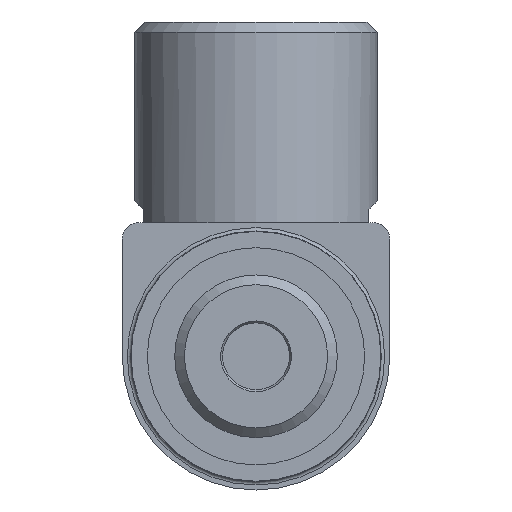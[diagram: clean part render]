
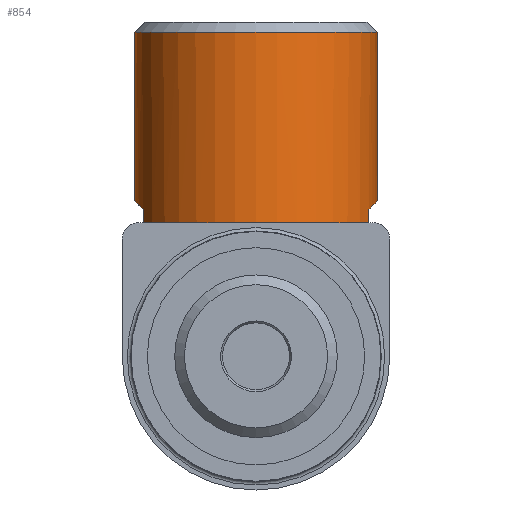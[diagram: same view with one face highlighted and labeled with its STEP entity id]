
A CAD part, front view. The second image highlights one B-rep face of the part: STEP entity #854.
In plain terms, the highlighted cylindrical face has radius 7.25 mm (diameter 14.5 mm), a full revolution.
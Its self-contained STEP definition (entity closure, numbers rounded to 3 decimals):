
#67=ELLIPSE('',#933,10.253,7.25);
#68=ELLIPSE('',#935,10.253,7.25);
#69=LINE('',#1356,#115);
#70=LINE('',#1360,#116);
#71=LINE('',#1364,#117);
#72=LINE('',#1368,#118);
#115=VECTOR('',#1059,1000.);
#116=VECTOR('',#1062,1000.);
#117=VECTOR('',#1065,1000.);
#118=VECTOR('',#1068,1000.);
#175=ORIENTED_EDGE('',*,*,#403,.F.);
#176=ORIENTED_EDGE('',*,*,#404,.F.);
#177=ORIENTED_EDGE('',*,*,#405,.F.);
#178=ORIENTED_EDGE('',*,*,#406,.F.);
#179=ORIENTED_EDGE('',*,*,#407,.F.);
#180=ORIENTED_EDGE('',*,*,#408,.F.);
#181=ORIENTED_EDGE('',*,*,#409,.F.);
#182=ORIENTED_EDGE('',*,*,#410,.F.);
#183=ORIENTED_EDGE('',*,*,#411,.T.);
#403=EDGE_CURVE('',#516,#517,#599,.F.);
#404=EDGE_CURVE('',#518,#516,#69,.T.);
#405=EDGE_CURVE('',#519,#518,#67,.T.);
#406=EDGE_CURVE('',#520,#519,#70,.F.);
#407=EDGE_CURVE('',#521,#520,#600,.F.);
#408=EDGE_CURVE('',#522,#521,#71,.T.);
#409=EDGE_CURVE('',#523,#522,#68,.T.);
#410=EDGE_CURVE('',#517,#523,#72,.F.);
#411=EDGE_CURVE('',#524,#524,#601,.T.);
#516=VERTEX_POINT('',#1354);
#517=VERTEX_POINT('',#1355);
#518=VERTEX_POINT('',#1357);
#519=VERTEX_POINT('',#1359);
#520=VERTEX_POINT('',#1361);
#521=VERTEX_POINT('',#1363);
#522=VERTEX_POINT('',#1365);
#523=VERTEX_POINT('',#1367);
#524=VERTEX_POINT('',#1370);
#599=CIRCLE('',#932,7.25);
#600=CIRCLE('',#934,7.25);
#601=CIRCLE('',#936,7.25);
#654=EDGE_LOOP('',(#175,#176,#177,#178,#179,#180,#181,#182));
#655=EDGE_LOOP('',(#183));
#747=FACE_BOUND('',#654,.T.);
#748=FACE_BOUND('',#655,.T.);
#839=CYLINDRICAL_SURFACE('',#931,7.25);
#854=ADVANCED_FACE('',(#747,#748),#839,.T.);
#931=AXIS2_PLACEMENT_3D('',#1352,#1055,#1056);
#932=AXIS2_PLACEMENT_3D('',#1353,#1057,#1058);
#933=AXIS2_PLACEMENT_3D('',#1358,#1060,#1061);
#934=AXIS2_PLACEMENT_3D('',#1362,#1063,#1064);
#935=AXIS2_PLACEMENT_3D('',#1366,#1066,#1067);
#936=AXIS2_PLACEMENT_3D('',#1369,#1069,#1070);
#1055=DIRECTION('',(0.,0.,-1.));
#1056=DIRECTION('',(-1.,0.,0.));
#1057=DIRECTION('',(0.,0.,1.));
#1058=DIRECTION('',(1.,0.,0.));
#1059=DIRECTION('',(0.,0.,-1.));
#1060=DIRECTION('',(-0.707,0.,-0.707));
#1061=DIRECTION('',(0.707,0.,-0.707));
#1062=DIRECTION('',(0.,0.,-1.));
#1063=DIRECTION('',(0.,0.,1.));
#1064=DIRECTION('',(1.,0.,0.));
#1065=DIRECTION('',(0.,0.,-1.));
#1066=DIRECTION('',(0.707,0.,-0.707));
#1067=DIRECTION('',(-0.707,0.,-0.707));
#1068=DIRECTION('',(0.,0.,-1.));
#1069=DIRECTION('',(0.,0.,-1.));
#1070=DIRECTION('',(-1.,0.,0.));
#1352=CARTESIAN_POINT('',(0.,10.3,4.));
#1353=CARTESIAN_POINT('',(0.,10.3,8.));
#1354=CARTESIAN_POINT('',(-6.75,12.946,8.));
#1355=CARTESIAN_POINT('',(6.75,12.946,8.));
#1356=CARTESIAN_POINT('',(-6.75,12.946,4.));
#1357=CARTESIAN_POINT('',(-6.75,12.946,8.8));
#1358=CARTESIAN_POINT('',(0.,10.3,2.05));
#1359=CARTESIAN_POINT('',(-6.75,7.654,8.8));
#1360=CARTESIAN_POINT('',(-6.75,7.654,4.));
#1361=CARTESIAN_POINT('',(-6.75,7.654,8.));
#1362=CARTESIAN_POINT('',(0.,10.3,8.));
#1363=CARTESIAN_POINT('',(6.75,7.654,8.));
#1364=CARTESIAN_POINT('',(6.75,7.654,4.));
#1365=CARTESIAN_POINT('',(6.75,7.654,8.8));
#1366=CARTESIAN_POINT('',(0.,10.3,2.05));
#1367=CARTESIAN_POINT('',(6.75,12.946,8.8));
#1368=CARTESIAN_POINT('',(6.75,12.946,4.));
#1369=CARTESIAN_POINT('',(0.,10.3,19.4));
#1370=CARTESIAN_POINT('',(-7.25,10.3,19.4));
